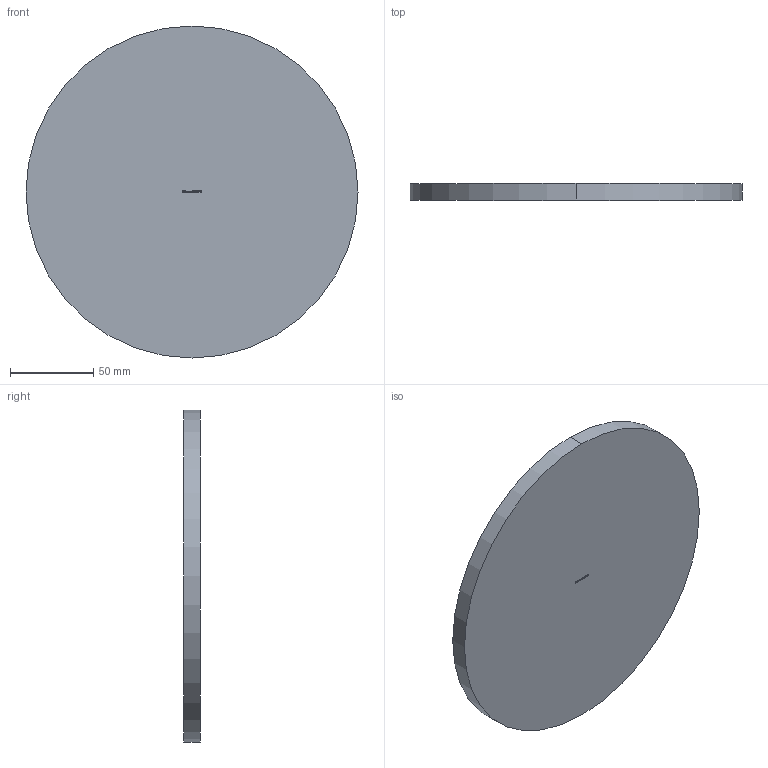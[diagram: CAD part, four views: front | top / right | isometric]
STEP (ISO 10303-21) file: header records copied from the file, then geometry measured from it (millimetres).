
FILE_DESCRIPTION (( 'STEP AP203' ), '1' );
FILE_NAME ('53200-ST-10.step', '2019-04-03T11:40:35', ( '' ), ( '' ), 'SwSTEP 2.0', 'SolidWorks 2015', '' );
FILE_SCHEMA (( 'CONFIG_CONTROL_DESIGN' ));
Length unit declared in the file: millimetre
Products named in the file (1): 53200-ST-10
Bounding box: 200 x 10 x 200 mm (x, y, z)
Volume: 314159 mm3; surface area: 69121.1 mm2
Topology: 1 solids, 1 shells, 240 faces, 639 edges, 426 vertices
Faces by surface type: plane 120, bspline 118, cylinder 2
Entity records: 14020 total; most frequent: CARTESIAN_POINT 8768, ORIENTED_EDGE 1278, DIRECTION 653, EDGE_CURVE 639, VERTEX_POINT 426, VECTOR 399, LINE 399, EDGE_LOOP 265
